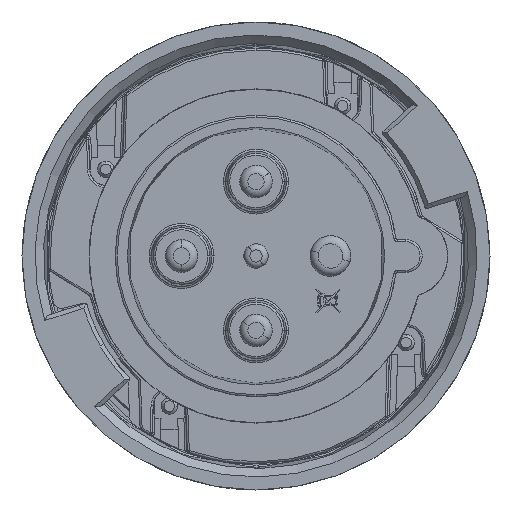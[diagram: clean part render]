
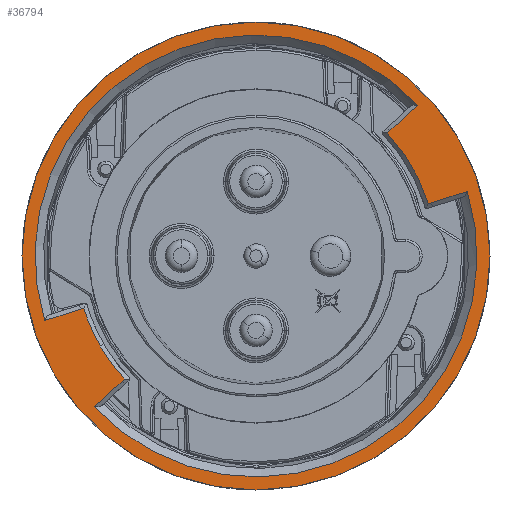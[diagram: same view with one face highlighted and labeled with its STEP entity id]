
A CAD part, left-side view. The second image highlights one B-rep face of the part: STEP entity #36794.
In plain terms, the highlighted planar face has unit normal (-1, 0, 0).
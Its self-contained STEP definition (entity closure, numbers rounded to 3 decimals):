
#104 = EDGE_CURVE ( 'NONE', #75239, #112861, #51660, .T. ) ;
#954 = EDGE_CURVE ( 'NONE', #38882, #86325, #79702, .T. ) ;
#2441 = DIRECTION ( 'NONE',  ( 0., -0.737, 0.676 ) ) ;
#2713 = CARTESIAN_POINT ( 'NONE',  ( -13., 32.218, -30.173 ) ) ;
#2715 = DIRECTION ( 'NONE',  ( -1., 0., 0. ) ) ;
#3388 = VERTEX_POINT ( 'NONE', #79569 ) ;
#4139 = DIRECTION ( 'NONE',  ( -1., 0., 0. ) ) ;
#4141 = CARTESIAN_POINT ( 'NONE',  ( -13., 0., 0. ) ) ;
#7260 = DIRECTION ( 'NONE',  ( 0., 0.866, -0.5 ) ) ;
#8477 = PLANE ( 'NONE',  #94279 ) ;
#8822 = EDGE_CURVE ( 'NONE', #3388, #83382, #19511, .T. ) ;
#9554 = ORIENTED_EDGE ( 'NONE', *, *, #20455, .F. ) ;
#11133 = DIRECTION ( 'NONE',  ( 0., 0.737, -0.676 ) ) ;
#12921 = CIRCLE ( 'NONE', #15153, 57.399 ) ;
#13028 = DIRECTION ( 'NONE',  ( 0., 0.954, -0.301 ) ) ;
#13111 = LINE ( 'NONE', #56452, #35791 ) ;
#13708 = CARTESIAN_POINT ( 'NONE',  ( -13., 32.851, -30.754 ) ) ;
#14800 = DIRECTION ( 'NONE',  ( 0., 0.866, -0.5 ) ) ;
#15153 = AXIS2_PLACEMENT_3D ( 'NONE', #4141, #45377, #14800 ) ;
#15465 = ORIENTED_EDGE ( 'NONE', *, *, #135224, .T. ) ;
#16320 = CARTESIAN_POINT ( 'NONE',  ( -13., -40.991, 38.213 ) ) ;
#16632 = DIRECTION ( 'NONE',  ( 1., 0., 0. ) ) ;
#16635 = VERTEX_POINT ( 'NONE', #85939 ) ;
#17081 = CARTESIAN_POINT ( 'NONE',  ( -13., -53.589, 16.393 ) ) ;
#17497 = ORIENTED_EDGE ( 'NONE', *, *, #954, .T. ) ;
#17800 = VERTEX_POINT ( 'NONE', #2713 ) ;
#18690 = DIRECTION ( 'NONE',  ( 0., -0.954, 0.301 ) ) ;
#19511 = CIRCLE ( 'NONE', #112579, 54.204 ) ;
#19612 = CARTESIAN_POINT ( 'NONE',  ( -13., -49.709, 28.699 ) ) ;
#20455 = EDGE_CURVE ( 'NONE', #106531, #70878, #123145, .T. ) ;
#21083 = EDGE_CURVE ( 'NONE', #106531, #85244, #34476, .T. ) ;
#21171 = CARTESIAN_POINT ( 'NONE',  ( -13., -42.24, 12.815 ) ) ;
#23351 = CARTESIAN_POINT ( 'NONE',  ( -13., 0., 0. ) ) ;
#27822 = ORIENTED_EDGE ( 'NONE', *, *, #21083, .T. ) ;
#27879 = CARTESIAN_POINT ( 'NONE',  ( -13., 0., 0. ) ) ;
#27990 = AXIS2_PLACEMENT_3D ( 'NONE', #27879, #29965, #7260 ) ;
#28223 = AXIS2_PLACEMENT_3D ( 'NONE', #128792, #62682, #107450 ) ;
#29009 = VECTOR ( 'NONE', #60382, 1000. ) ;
#29324 = EDGE_CURVE ( 'NONE', #85244, #17800, #13111, .T. ) ;
#29965 = DIRECTION ( 'NONE',  ( 1., 0., 0. ) ) ;
#32461 = CIRCLE ( 'NONE', #27990, 44.141 ) ;
#34284 = CARTESIAN_POINT ( 'NONE',  ( -13., 0., 0. ) ) ;
#34476 = LINE ( 'NONE', #99888, #123254 ) ;
#35791 = VECTOR ( 'NONE', #2441, 1000. ) ;
#36794 = ADVANCED_FACE ( 'NONE', ( #137846, #73174 ), #8477, .T. ) ;
#36934 = LINE ( 'NONE', #16320, #29009 ) ;
#37083 = EDGE_CURVE ( 'NONE', #49221, #83382, #90684, .T. ) ;
#37442 = CARTESIAN_POINT ( 'NONE',  ( -13., 51.838, -15.841 ) ) ;
#38799 = VECTOR ( 'NONE', #18690, 1000. ) ;
#38882 = VERTEX_POINT ( 'NONE', #21171 ) ;
#39950 = CARTESIAN_POINT ( 'NONE',  ( -13., 43.059, -13.073 ) ) ;
#43090 = CARTESIAN_POINT ( 'NONE',  ( -13., -40.991, 38.213 ) ) ;
#44064 = CIRCLE ( 'NONE', #28223, 57.399 ) ;
#44758 = DIRECTION ( 'NONE',  ( 1., 0., 0. ) ) ;
#45377 = DIRECTION ( 'NONE',  ( -1., 0., 0. ) ) ;
#45721 = AXIS2_PLACEMENT_3D ( 'NONE', #114044, #16632, #103357 ) ;
#46076 = DIRECTION ( 'NONE',  ( 0., 0.866, -0.5 ) ) ;
#47278 = DIRECTION ( 'NONE',  ( 0., -0.737, 0.676 ) ) ;
#49221 = VERTEX_POINT ( 'NONE', #39950 ) ;
#51660 = LINE ( 'NONE', #43090, #86126 ) ;
#51819 = CARTESIAN_POINT ( 'NONE',  ( -13., -49.709, 28.699 ) ) ;
#53539 = ORIENTED_EDGE ( 'NONE', *, *, #108008, .T. ) ;
#54033 = DIRECTION ( 'NONE',  ( 0., 0.866, -0.5 ) ) ;
#54585 = CARTESIAN_POINT ( 'NONE',  ( -13., 39.638, -36.972 ) ) ;
#55197 = ORIENTED_EDGE ( 'NONE', *, *, #29324, .T. ) ;
#56452 = CARTESIAN_POINT ( 'NONE',  ( -13., -41.64, 37.505 ) ) ;
#57427 = DIRECTION ( 'NONE',  ( 0., 0.866, -0.5 ) ) ;
#59174 = LINE ( 'NONE', #70558, #90663 ) ;
#60382 = DIRECTION ( 'NONE',  ( 0., 0.737, -0.676 ) ) ;
#60987 = CARTESIAN_POINT ( 'NONE',  ( -13., -51.838, 15.841 ) ) ;
#62266 = ORIENTED_EDGE ( 'NONE', *, *, #93437, .T. ) ;
#62682 = DIRECTION ( 'NONE',  ( -1., 0., 0. ) ) ;
#62975 = CARTESIAN_POINT ( 'NONE',  ( -13., 38.227, -22.071 ) ) ;
#63450 = CARTESIAN_POINT ( 'NONE',  ( -13., -53.589, 16.393 ) ) ;
#68646 = DIRECTION ( 'NONE',  ( 0., 0.954, -0.301 ) ) ;
#69708 = EDGE_CURVE ( 'NONE', #122201, #73569, #44064, .T. ) ;
#70558 = CARTESIAN_POINT ( 'NONE',  ( -13., -53.3, 17.309 ) ) ;
#70878 = VERTEX_POINT ( 'NONE', #60987 ) ;
#73174 = FACE_OUTER_BOUND ( 'NONE', #107014, .T. ) ;
#73569 = VERTEX_POINT ( 'NONE', #19612 ) ;
#75239 = VERTEX_POINT ( 'NONE', #135535 ) ;
#75273 = CIRCLE ( 'NONE', #45721, 44.141 ) ;
#79569 = CARTESIAN_POINT ( 'NONE',  ( -13., -39.638, 36.972 ) ) ;
#79702 = LINE ( 'NONE', #17081, #113418 ) ;
#81954 = EDGE_CURVE ( 'NONE', #16635, #49221, #59174, .T. ) ;
#83382 = VERTEX_POINT ( 'NONE', #37442 ) ;
#83474 = VERTEX_POINT ( 'NONE', #62975 ) ;
#85244 = VERTEX_POINT ( 'NONE', #13708 ) ;
#85939 = CARTESIAN_POINT ( 'NONE',  ( -13., 42.24, -12.815 ) ) ;
#86126 = VECTOR ( 'NONE', #11133, 1000. ) ;
#86205 = ORIENTED_EDGE ( 'NONE', *, *, #104, .T. ) ;
#86325 = VERTEX_POINT ( 'NONE', #110149 ) ;
#87674 = ORIENTED_EDGE ( 'NONE', *, *, #81954, .T. ) ;
#89821 = VECTOR ( 'NONE', #68646, 1000. ) ;
#90443 = DIRECTION ( 'NONE',  ( -1., 0., 0. ) ) ;
#90605 = ORIENTED_EDGE ( 'NONE', *, *, #8822, .F. ) ;
#90663 = VECTOR ( 'NONE', #13028, 1000. ) ;
#90684 = LINE ( 'NONE', #133346, #89821 ) ;
#91384 = AXIS2_PLACEMENT_3D ( 'NONE', #34284, #90443, #120346 ) ;
#91870 = ORIENTED_EDGE ( 'NONE', *, *, #37083, .T. ) ;
#91927 = EDGE_LOOP ( 'NONE', ( #27822, #55197, #53539, #110908, #87674, #91870, #90605, #120394, #86205, #62266, #17497, #15465, #9554 ) ) ;
#93437 = EDGE_CURVE ( 'NONE', #112861, #38882, #32461, .T. ) ;
#94279 = AXIS2_PLACEMENT_3D ( 'NONE', #51819, #2715, #46076 ) ;
#98095 = CARTESIAN_POINT ( 'NONE',  ( -13., 0., 0. ) ) ;
#98378 = ORIENTED_EDGE ( 'NONE', *, *, #129183, .T. ) ;
#99888 = CARTESIAN_POINT ( 'NONE',  ( -13., -41.64, 37.505 ) ) ;
#103357 = DIRECTION ( 'NONE',  ( 0., 0.866, -0.5 ) ) ;
#106531 = VERTEX_POINT ( 'NONE', #54585 ) ;
#107014 = EDGE_LOOP ( 'NONE', ( #111223, #98378 ) ) ;
#107450 = DIRECTION ( 'NONE',  ( 0., 0.866, -0.5 ) ) ;
#108008 = EDGE_CURVE ( 'NONE', #17800, #83474, #138329, .T. ) ;
#108327 = CARTESIAN_POINT ( 'NONE',  ( -13., -32.218, 30.173 ) ) ;
#110149 = CARTESIAN_POINT ( 'NONE',  ( -13., -43.059, 13.073 ) ) ;
#110908 = ORIENTED_EDGE ( 'NONE', *, *, #139533, .T. ) ;
#111146 = AXIS2_PLACEMENT_3D ( 'NONE', #98095, #44758, #54033 ) ;
#111223 = ORIENTED_EDGE ( 'NONE', *, *, #69708, .T. ) ;
#112579 = AXIS2_PLACEMENT_3D ( 'NONE', #23351, #4139, #57427 ) ;
#112861 = VERTEX_POINT ( 'NONE', #108327 ) ;
#113418 = VECTOR ( 'NONE', #123761, 1000. ) ;
#114044 = CARTESIAN_POINT ( 'NONE',  ( -13., 0., 0. ) ) ;
#116073 = LINE ( 'NONE', #63450, #38799 ) ;
#120346 = DIRECTION ( 'NONE',  ( 0., 0.866, -0.5 ) ) ;
#120394 = ORIENTED_EDGE ( 'NONE', *, *, #131237, .T. ) ;
#122201 = VERTEX_POINT ( 'NONE', #135440 ) ;
#123145 = CIRCLE ( 'NONE', #91384, 54.204 ) ;
#123254 = VECTOR ( 'NONE', #47278, 1000. ) ;
#123761 = DIRECTION ( 'NONE',  ( 0., -0.954, 0.301 ) ) ;
#128792 = CARTESIAN_POINT ( 'NONE',  ( -13., 0., 0. ) ) ;
#129183 = EDGE_CURVE ( 'NONE', #73569, #122201, #12921, .T. ) ;
#131237 = EDGE_CURVE ( 'NONE', #3388, #75239, #36934, .T. ) ;
#133346 = CARTESIAN_POINT ( 'NONE',  ( -13., -53.3, 17.309 ) ) ;
#135224 = EDGE_CURVE ( 'NONE', #86325, #70878, #116073, .T. ) ;
#135440 = CARTESIAN_POINT ( 'NONE',  ( -13., 49.709, -28.699 ) ) ;
#135535 = CARTESIAN_POINT ( 'NONE',  ( -13., -32.851, 30.754 ) ) ;
#137846 = FACE_BOUND ( 'NONE', #91927, .T. ) ;
#138329 = CIRCLE ( 'NONE', #111146, 44.141 ) ;
#139533 = EDGE_CURVE ( 'NONE', #83474, #16635, #75273, .T. ) ;
